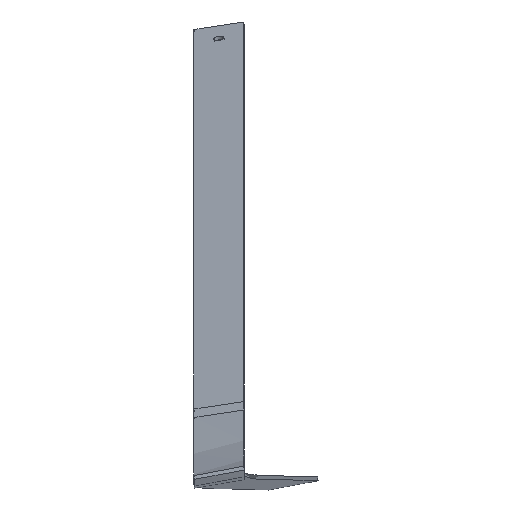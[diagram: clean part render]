
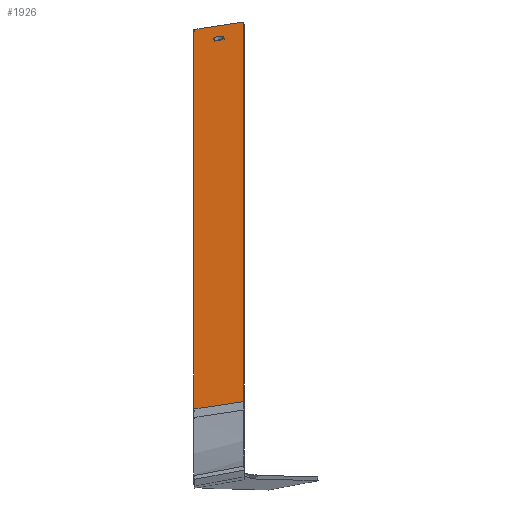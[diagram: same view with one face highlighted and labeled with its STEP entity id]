
A CAD part, top view. The second image highlights one B-rep face of the part: STEP entity #1926.
In plain terms, the highlighted planar face has unit normal (-0.163, 0.896, 0.413).
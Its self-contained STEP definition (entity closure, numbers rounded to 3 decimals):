
#31 = FACE_OUTER_BOUND ( 'NONE', #856, .T. ) ;
#34 = ORIENTED_EDGE ( 'NONE', *, *, #488, .T. ) ;
#65 = CARTESIAN_POINT ( 'NONE',  ( 561.908, 502.795, -3600.805 ) ) ;
#73 = VERTEX_POINT ( 'NONE', #711 ) ;
#214 = ORIENTED_EDGE ( 'NONE', *, *, #2107, .T. ) ;
#253 = FACE_BOUND ( 'NONE', #2092, .T. ) ;
#274 = VECTOR ( 'NONE', #2085, 1000. ) ;
#333 = LINE ( 'NONE', #776, #274 ) ;
#336 = LINE ( 'NONE', #1094, #1070 ) ;
#412 = LINE ( 'NONE', #1546, #1980 ) ;
#430 = CARTESIAN_POINT ( 'NONE',  ( 499.253, 493.418, -3605.132 ) ) ;
#452 = VECTOR ( 'NONE', #1842, 1000. ) ;
#488 = EDGE_CURVE ( 'NONE', #809, #1229, #336, .T. ) ;
#492 = EDGE_CURVE ( 'NONE', #73, #1565, #1151, .T. ) ;
#552 = ORIENTED_EDGE ( 'NONE', *, *, #1588, .T. ) ;
#667 = VERTEX_POINT ( 'NONE', #2368 ) ;
#670 = ORIENTED_EDGE ( 'NONE', *, *, #492, .T. ) ;
#711 = CARTESIAN_POINT ( 'NONE',  ( 499.253, 14.384, -2567.001 ) ) ;
#776 = CARTESIAN_POINT ( 'NONE',  ( 561.908, 23.76, -2562.674 ) ) ;
#806 = CIRCLE ( 'NONE', #1527, 6.35 ) ;
#809 = VERTEX_POINT ( 'NONE', #65 ) ;
#856 = EDGE_LOOP ( 'NONE', ( #552, #670, #1346, #34 ) ) ;
#888 = AXIS2_PLACEMENT_3D ( 'NONE', #1474, #941, #1095 ) ;
#941 = DIRECTION ( 'NONE',  ( -0.163, 0.896, 0.413 ) ) ;
#987 = EDGE_CURVE ( 'NONE', #1565, #809, #333, .T. ) ;
#1020 = CARTESIAN_POINT ( 'NONE',  ( 561.908, 23.76, -2562.674 ) ) ;
#1070 = VECTOR ( 'NONE', #2369, 1000. ) ;
#1094 = CARTESIAN_POINT ( 'NONE',  ( 499.253, 493.418, -3605.132 ) ) ;
#1095 = DIRECTION ( 'NONE',  ( 0., -0.419, 0.908 ) ) ;
#1151 = LINE ( 'NONE', #1449, #452 ) ;
#1229 = VERTEX_POINT ( 'NONE', #430 ) ;
#1346 = ORIENTED_EDGE ( 'NONE', *, *, #987, .T. ) ;
#1449 = CARTESIAN_POINT ( 'NONE',  ( 499.253, 14.384, -2567.001 ) ) ;
#1474 = CARTESIAN_POINT ( 'NONE',  ( 499.253, 14.384, -2567.001 ) ) ;
#1527 = AXIS2_PLACEMENT_3D ( 'NONE', #1907, #1547, #1720 ) ;
#1546 = CARTESIAN_POINT ( 'NONE',  ( 499.253, 14.384, -2567.001 ) ) ;
#1547 = DIRECTION ( 'NONE',  ( 0.163, -0.896, -0.413 ) ) ;
#1565 = VERTEX_POINT ( 'NONE', #1020 ) ;
#1588 = EDGE_CURVE ( 'NONE', #1229, #73, #412, .T. ) ;
#1720 = DIRECTION ( 'NONE',  ( 0., 0.419, -0.908 ) ) ;
#1842 = DIRECTION ( 'NONE',  ( 0.987, 0.148, 0.068 ) ) ;
#1907 = CARTESIAN_POINT ( 'NONE',  ( 530.581, 482.143, -3568.374 ) ) ;
#1926 = ADVANCED_FACE ( 'NONE', ( #253, #31 ), #2193, .T. ) ;
#1980 = VECTOR ( 'NONE', #2279, 1000. ) ;
#2085 = DIRECTION ( 'NONE',  ( 0., 0.419, -0.908 ) ) ;
#2092 = EDGE_LOOP ( 'NONE', ( #214 ) ) ;
#2107 = EDGE_CURVE ( 'NONE', #667, #667, #806, .T. ) ;
#2193 = PLANE ( 'NONE',  #888 ) ;
#2279 = DIRECTION ( 'NONE',  ( 0., -0.419, 0.908 ) ) ;
#2368 = CARTESIAN_POINT ( 'NONE',  ( 530.581, 484.804, -3574.14 ) ) ;
#2369 = DIRECTION ( 'NONE',  ( -0.987, -0.148, -0.068 ) ) ;
